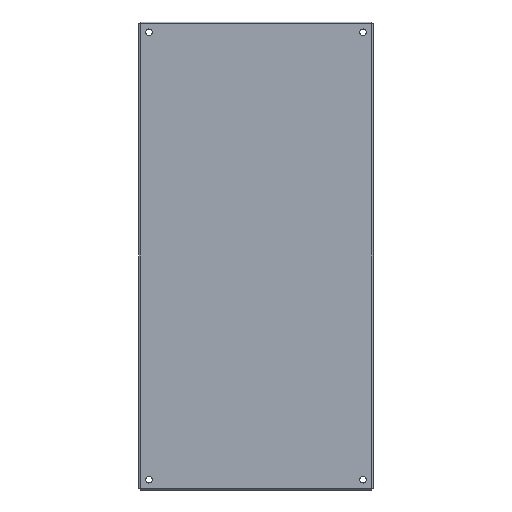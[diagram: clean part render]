
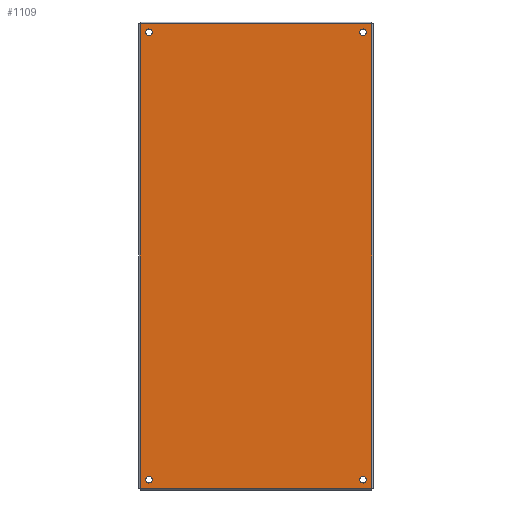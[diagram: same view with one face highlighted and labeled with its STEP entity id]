
A CAD part, front view. The second image highlights one B-rep face of the part: STEP entity #1109.
In plain terms, the highlighted planar face has unit normal (0, -1, 0).
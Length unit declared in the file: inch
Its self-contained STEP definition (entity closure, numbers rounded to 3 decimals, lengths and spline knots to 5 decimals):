
#5 = VERTEX_POINT ( 'NONE', #689 ) ;
#24 = CIRCLE ( 'NONE', #496, 0.28125 ) ;
#27 = VECTOR ( 'NONE', #816, 39.37008 ) ;
#33 = CARTESIAN_POINT ( 'NONE',  ( -9.125, 0., 18.78125 ) ) ;
#57 = VERTEX_POINT ( 'NONE', #33 ) ;
#62 = DIRECTION ( 'NONE',  ( 0., 0., 1. ) ) ;
#64 = AXIS2_PLACEMENT_3D ( 'NONE', #148, #1195, #1094 ) ;
#66 = FACE_OUTER_BOUND ( 'NONE', #791, .T. ) ;
#85 = DIRECTION ( 'NONE',  ( 0., -1., 0. ) ) ;
#102 = ORIENTED_EDGE ( 'NONE', *, *, #169, .F. ) ;
#116 = CARTESIAN_POINT ( 'NONE',  ( 9.857, 0., 19.7945 ) ) ;
#119 = VERTEX_POINT ( 'NONE', #1055 ) ;
#131 = CARTESIAN_POINT ( 'NONE',  ( -9.857, 0., 19.7945 ) ) ;
#132 = DIRECTION ( 'NONE',  ( 0., 0., 1. ) ) ;
#148 = CARTESIAN_POINT ( 'NONE',  ( -9.125, 0., 19.0625 ) ) ;
#162 = CIRCLE ( 'NONE', #649, 0.28125 ) ;
#166 = VERTEX_POINT ( 'NONE', #1088 ) ;
#168 = CARTESIAN_POINT ( 'NONE',  ( -9.125, 0., -18.78125 ) ) ;
#169 = EDGE_CURVE ( 'NONE', #1085, #676, #1115, .T. ) ;
#170 = EDGE_CURVE ( 'NONE', #166, #615, #1132, .T. ) ;
#171 = CARTESIAN_POINT ( 'NONE',  ( 9.125, 0., -19.0625 ) ) ;
#173 = DIRECTION ( 'NONE',  ( 0., 0., 1. ) ) ;
#175 = AXIS2_PLACEMENT_3D ( 'NONE', #741, #370, #188 ) ;
#183 = CARTESIAN_POINT ( 'NONE',  ( -9.125, 0., -19.0625 ) ) ;
#188 = DIRECTION ( 'NONE',  ( 0., 0., 1. ) ) ;
#193 = VERTEX_POINT ( 'NONE', #920 ) ;
#194 = ORIENTED_EDGE ( 'NONE', *, *, #1066, .F. ) ;
#196 = VECTOR ( 'NONE', #132, 39.37008 ) ;
#201 = EDGE_CURVE ( 'NONE', #350, #119, #1194, .T. ) ;
#204 = CARTESIAN_POINT ( 'NONE',  ( 9.125, 0., -19.0625 ) ) ;
#219 = EDGE_CURVE ( 'NONE', #424, #5, #558, .T. ) ;
#221 = CARTESIAN_POINT ( 'NONE',  ( -9.857, 0., -19.7945 ) ) ;
#237 = ORIENTED_EDGE ( 'NONE', *, *, #170, .F. ) ;
#240 = EDGE_CURVE ( 'NONE', #813, #424, #530, .T. ) ;
#272 = DIRECTION ( 'NONE',  ( 0., 0., 1. ) ) ;
#311 = ORIENTED_EDGE ( 'NONE', *, *, #1005, .F. ) ;
#317 = CIRCLE ( 'NONE', #878, 0.28125 ) ;
#350 = VERTEX_POINT ( 'NONE', #935 ) ;
#351 = DIRECTION ( 'NONE',  ( 0., -1., 0. ) ) ;
#363 = EDGE_CURVE ( 'NONE', #119, #350, #24, .T. ) ;
#366 = CARTESIAN_POINT ( 'NONE',  ( -9.857, 0., 19.7945 ) ) ;
#370 = DIRECTION ( 'NONE',  ( 0., -1., 0. ) ) ;
#375 = AXIS2_PLACEMENT_3D ( 'NONE', #426, #1077, #62 ) ;
#400 = ORIENTED_EDGE ( 'NONE', *, *, #363, .F. ) ;
#401 = LINE ( 'NONE', #131, #196 ) ;
#404 = DIRECTION ( 'NONE',  ( 0., -1., 0. ) ) ;
#411 = PLANE ( 'NONE',  #375 ) ;
#412 = CARTESIAN_POINT ( 'NONE',  ( -9.857, 0., -19.7945 ) ) ;
#418 = VERTEX_POINT ( 'NONE', #412 ) ;
#424 = VERTEX_POINT ( 'NONE', #116 ) ;
#426 = CARTESIAN_POINT ( 'NONE',  ( -9.857, 0., 19.7945 ) ) ;
#438 = CIRCLE ( 'NONE', #1180, 0.28125 ) ;
#447 = LINE ( 'NONE', #221, #683 ) ;
#454 = AXIS2_PLACEMENT_3D ( 'NONE', #183, #826, #838 ) ;
#496 = AXIS2_PLACEMENT_3D ( 'NONE', #204, #924, #656 ) ;
#530 = LINE ( 'NONE', #366, #27 ) ;
#538 = ORIENTED_EDGE ( 'NONE', *, *, #640, .F. ) ;
#550 = ORIENTED_EDGE ( 'NONE', *, *, #754, .F. ) ;
#558 = LINE ( 'NONE', #1179, #618 ) ;
#567 = FACE_BOUND ( 'NONE', #1193, .T. ) ;
#568 = CARTESIAN_POINT ( 'NONE',  ( -9.125, 0., 19.0625 ) ) ;
#580 = AXIS2_PLACEMENT_3D ( 'NONE', #171, #351, #272 ) ;
#588 = CARTESIAN_POINT ( 'NONE',  ( -9.857, 0., 19.7945 ) ) ;
#599 = DIRECTION ( 'NONE',  ( 0., 0., 1. ) ) ;
#609 = CARTESIAN_POINT ( 'NONE',  ( 9.125, 0., 19.34375 ) ) ;
#615 = VERTEX_POINT ( 'NONE', #168 ) ;
#618 = VECTOR ( 'NONE', #1012, 39.37008 ) ;
#633 = FACE_BOUND ( 'NONE', #815, .T. ) ;
#640 = EDGE_CURVE ( 'NONE', #193, #57, #1006, .T. ) ;
#649 = AXIS2_PLACEMENT_3D ( 'NONE', #568, #85, #173 ) ;
#656 = DIRECTION ( 'NONE',  ( 0., 0., 1. ) ) ;
#659 = FACE_BOUND ( 'NONE', #1083, .T. ) ;
#676 = VERTEX_POINT ( 'NONE', #919 ) ;
#683 = VECTOR ( 'NONE', #1049, 39.37008 ) ;
#689 = CARTESIAN_POINT ( 'NONE',  ( 9.857, 0., -19.7945 ) ) ;
#729 = EDGE_CURVE ( 'NONE', #57, #193, #162, .T. ) ;
#733 = CARTESIAN_POINT ( 'NONE',  ( 9.125, 0., 19.0625 ) ) ;
#741 = CARTESIAN_POINT ( 'NONE',  ( 9.125, 0., 19.0625 ) ) ;
#754 = EDGE_CURVE ( 'NONE', #676, #1085, #317, .T. ) ;
#791 = EDGE_LOOP ( 'NONE', ( #1162, #1138, #971, #311 ) ) ;
#813 = VERTEX_POINT ( 'NONE', #588 ) ;
#815 = EDGE_LOOP ( 'NONE', ( #102, #550 ) ) ;
#816 = DIRECTION ( 'NONE',  ( 1., 0., 0. ) ) ;
#826 = DIRECTION ( 'NONE',  ( 0., -1., 0. ) ) ;
#833 = ORIENTED_EDGE ( 'NONE', *, *, #201, .F. ) ;
#838 = DIRECTION ( 'NONE',  ( 0., 0., 1. ) ) ;
#878 = AXIS2_PLACEMENT_3D ( 'NONE', #733, #1007, #1104 ) ;
#919 = CARTESIAN_POINT ( 'NONE',  ( 9.125, 0., 18.78125 ) ) ;
#920 = CARTESIAN_POINT ( 'NONE',  ( -9.125, 0., 19.34375 ) ) ;
#924 = DIRECTION ( 'NONE',  ( 0., -1., 0. ) ) ;
#935 = CARTESIAN_POINT ( 'NONE',  ( 9.125, 0., -19.34375 ) ) ;
#955 = CARTESIAN_POINT ( 'NONE',  ( -9.125, 0., -19.0625 ) ) ;
#960 = ORIENTED_EDGE ( 'NONE', *, *, #729, .F. ) ;
#971 = ORIENTED_EDGE ( 'NONE', *, *, #240, .F. ) ;
#1005 = EDGE_CURVE ( 'NONE', #418, #813, #401, .T. ) ;
#1006 = CIRCLE ( 'NONE', #64, 0.28125 ) ;
#1007 = DIRECTION ( 'NONE',  ( 0., -1., 0. ) ) ;
#1012 = DIRECTION ( 'NONE',  ( 0., 0., -1. ) ) ;
#1049 = DIRECTION ( 'NONE',  ( -1., 0., 0. ) ) ;
#1053 = EDGE_LOOP ( 'NONE', ( #538, #960 ) ) ;
#1055 = CARTESIAN_POINT ( 'NONE',  ( 9.125, 0., -18.78125 ) ) ;
#1057 = FACE_BOUND ( 'NONE', #1053, .T. ) ;
#1066 = EDGE_CURVE ( 'NONE', #615, #166, #438, .T. ) ;
#1077 = DIRECTION ( 'NONE',  ( 0., 1., 0. ) ) ;
#1083 = EDGE_LOOP ( 'NONE', ( #400, #833 ) ) ;
#1085 = VERTEX_POINT ( 'NONE', #609 ) ;
#1088 = CARTESIAN_POINT ( 'NONE',  ( -9.125, 0., -19.34375 ) ) ;
#1093 = EDGE_CURVE ( 'NONE', #5, #418, #447, .T. ) ;
#1094 = DIRECTION ( 'NONE',  ( 0., 0., 1. ) ) ;
#1104 = DIRECTION ( 'NONE',  ( 0., 0., 1. ) ) ;
#1109 = ADVANCED_FACE ( 'NONE', ( #66, #659, #633, #1057, #567 ), #411, .F. ) ;
#1115 = CIRCLE ( 'NONE', #175, 0.28125 ) ;
#1132 = CIRCLE ( 'NONE', #454, 0.28125 ) ;
#1138 = ORIENTED_EDGE ( 'NONE', *, *, #219, .F. ) ;
#1162 = ORIENTED_EDGE ( 'NONE', *, *, #1093, .F. ) ;
#1179 = CARTESIAN_POINT ( 'NONE',  ( 9.857, 0., 19.7945 ) ) ;
#1180 = AXIS2_PLACEMENT_3D ( 'NONE', #955, #404, #599 ) ;
#1193 = EDGE_LOOP ( 'NONE', ( #194, #237 ) ) ;
#1194 = CIRCLE ( 'NONE', #580, 0.28125 ) ;
#1195 = DIRECTION ( 'NONE',  ( 0., -1., 0. ) ) ;
